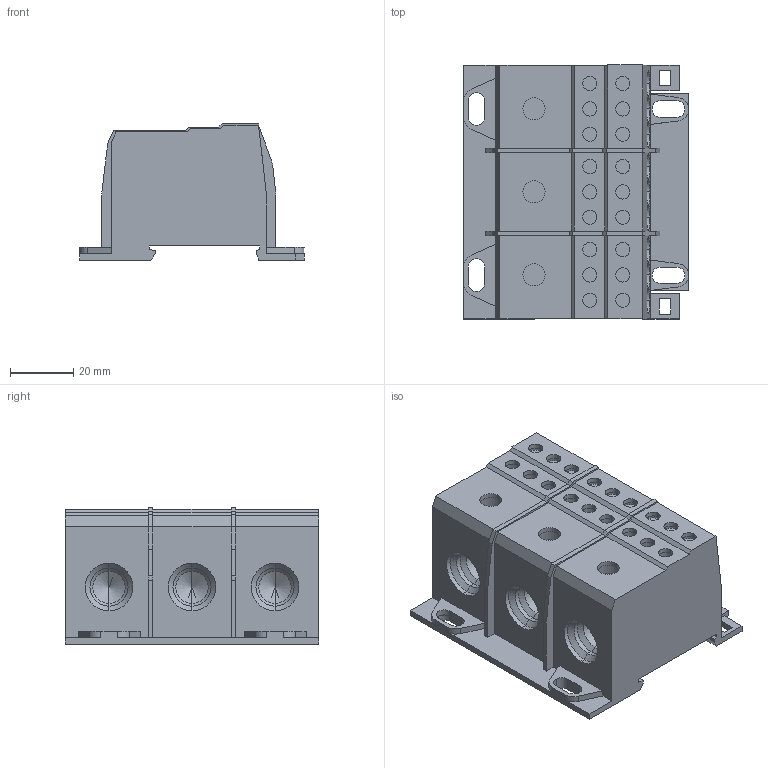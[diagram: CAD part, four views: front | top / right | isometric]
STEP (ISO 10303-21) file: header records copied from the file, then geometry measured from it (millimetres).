
FILE_DESCRIPTION (( 'STEP AP203' ), '1' );
FILE_NAME ('38675.step', '2024-07-23T19:30:50', ( '' ), ( '' ), 'SwSTEP 2.0', 'SolidWorks 2023', '' );
FILE_SCHEMA (( 'CONFIG_CONTROL_DESIGN' ));
Length unit declared in the file: inch
Products named in the file (1): 38675
Bounding box: 71 x 80.1 x 43 mm (x, y, z)
Volume: 124725.8 mm3; surface area: 35678.5 mm2
Topology: 1 solids, 13 shells, 604 faces, 1506 edges, 937 vertices
Faces by surface type: plane 261, cylinder 251, cone 92
Entity records: 17839 total; most frequent: CARTESIAN_POINT 3294, DIRECTION 3147, ORIENTED_EDGE 2928, EDGE_CURVE 1464, AXIS2_PLACEMENT_3D 1146, VERTEX_POINT 937, LINE 855, VECTOR 855
